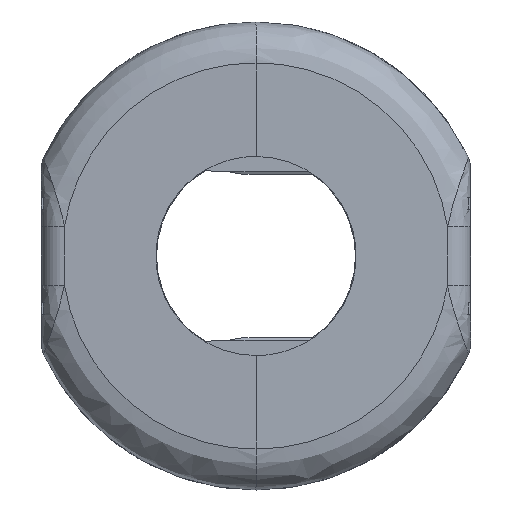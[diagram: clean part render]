
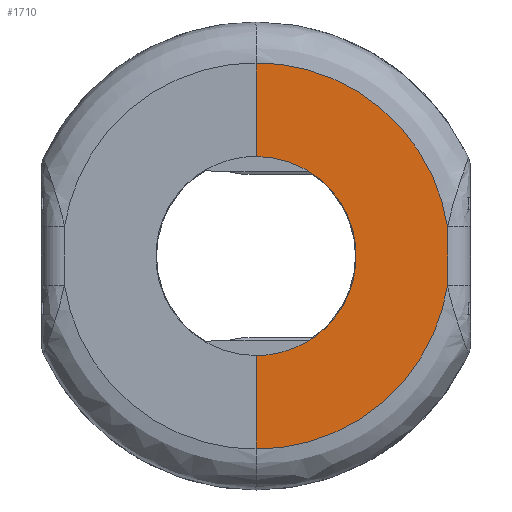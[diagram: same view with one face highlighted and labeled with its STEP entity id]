
A CAD part, left-side view. The second image highlights one B-rep face of the part: STEP entity #1710.
In plain terms, the highlighted planar face has unit normal (-1, -0.018, 0).
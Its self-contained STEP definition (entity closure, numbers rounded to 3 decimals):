
#1710 = ADVANCED_FACE( 'NONE', ( #4745 ), #4746, .T. );
#4745 = FACE_OUTER_BOUND( '', #9638, .T. );
#4746 = PLANE( '', #9639 );
#9638 = EDGE_LOOP( '', ( #19119, #19120, #19121, #19122, #19123, #19124, #19125, #19126 ) );
#9639 = AXIS2_PLACEMENT_3D( '', #19127, #19128, #19129 );
#19119 = ORIENTED_EDGE( '', *, *, #33731, .T. );
#19120 = ORIENTED_EDGE( '', *, *, #33732, .T. );
#19121 = ORIENTED_EDGE( '', *, *, #33733, .T. );
#19122 = ORIENTED_EDGE( '', *, *, #33566, .T. );
#19123 = ORIENTED_EDGE( '', *, *, #33734, .T. );
#19124 = ORIENTED_EDGE( '', *, *, #33735, .T. );
#19125 = ORIENTED_EDGE( '', *, *, #33736, .T. );
#19126 = ORIENTED_EDGE( '', *, *, #33562, .T. );
#19127 = CARTESIAN_POINT( '', ( -31., 0., 63.5 ) );
#19128 = DIRECTION( '', ( -1., -0.017, 0. ) );
#19129 = DIRECTION( '', ( -0.017, 1., 0. ) );
#33562 = EDGE_CURVE( 'NONE', #39472, #39470, #39473, .T. );
#33566 = EDGE_CURVE( 'NONE', #39466, #39478, #39480, .T. );
#33731 = EDGE_CURVE( 'NONE', #39470, #39765, #39766, .T. );
#33732 = EDGE_CURVE( 'NONE', #39765, #39767, #39768, .T. );
#33733 = EDGE_CURVE( 'NONE', #39767, #39466, #39769, .T. );
#33734 = EDGE_CURVE( 'NONE', #39478, #39770, #39771, .T. );
#33735 = EDGE_CURVE( 'NONE', #39770, #39772, #39773, .T. );
#33736 = EDGE_CURVE( 'NONE', #39772, #39472, #39774, .T. );
#39466 = VERTEX_POINT( 'NONE', #48460 );
#39470 = VERTEX_POINT( 'NONE', #48475 );
#39472 = VERTEX_POINT( 'NONE', #48487 );
#39473 = LINE( '', #48488, #48489 );
#39478 = VERTEX_POINT( 'NONE', #48504 );
#39480 = LINE( '', #48506, #48507 );
#39765 = VERTEX_POINT( 'NONE', #49177 );
#39766 = ( BOUNDED_CURVE(  )B_SPLINE_CURVE( 3, ( #49180, #49181, #49182, #49183 ), .UNSPECIFIED., .F., .F. )B_SPLINE_CURVE_WITH_KNOTS( ( 4, 4 ), ( 4.709, 6.13 ), .UNSPECIFIED. )CURVE(  )GEOMETRIC_REPRESENTATION_ITEM(  )RATIONAL_B_SPLINE_CURVE( ( 1., 0.839, 0.839, 1. ) )REPRESENTATION_ITEM( '' ) );
#39767 = VERTEX_POINT( 'NONE', #49189 );
#39768 = LINE( '', #49190, #49191 );
#39769 = ( BOUNDED_CURVE(  )B_SPLINE_CURVE( 3, ( #49194, #49195, #49196, #49197 ), .UNSPECIFIED., .F., .F. )B_SPLINE_CURVE_WITH_KNOTS( ( 4, 4 ), ( 0.153, 1.574 ), .UNSPECIFIED. )CURVE(  )GEOMETRIC_REPRESENTATION_ITEM(  )RATIONAL_B_SPLINE_CURVE( ( 1., 0.839, 0.839, 1. ) )REPRESENTATION_ITEM( '' ) );
#39770 = VERTEX_POINT( 'NONE', #49203 );
#39771 = CIRCLE( '', #49204, 12.754 );
#39772 = VERTEX_POINT( 'NONE', #49205 );
#39773 = ( BOUNDED_CURVE(  )B_SPLINE_CURVE( 3, ( #49208, #49209, #49210, #49211 ), .UNSPECIFIED., .F., .F. )B_SPLINE_CURVE_WITH_KNOTS( ( 4, 4 ), ( 4.712, 7.854 ), .UNSPECIFIED. )CURVE(  )GEOMETRIC_REPRESENTATION_ITEM(  )RATIONAL_B_SPLINE_CURVE( ( 1., 0.333, 0.333, 1. ) )REPRESENTATION_ITEM( '' ) );
#39774 = CIRCLE( '', #49217, 12.754 );
#48460 = CARTESIAN_POINT( '', ( -31., 0., 58.25 ) );
#48475 = CARTESIAN_POINT( '', ( -31., 0., 8.75 ) );
#48487 = CARTESIAN_POINT( '', ( -31., 0., 20.75 ) );
#48488 = CARTESIAN_POINT( '', ( -31., 0., 3.5 ) );
#48489 = VECTOR( '', #64449, 1000. );
#48504 = CARTESIAN_POINT( '', ( -31., 0., 46.25 ) );
#48506 = CARTESIAN_POINT( '', ( -31., 0., 3.5 ) );
#48507 = VECTOR( '', #64456, 1000. );
#49177 = CARTESIAN_POINT( '', ( -30.571, -24.552, 29.727 ) );
#49180 = CARTESIAN_POINT( '', ( -31., 0., 8.75 ) );
#49181 = CARTESIAN_POINT( '', ( -30.776, -12.836, 8.703 ) );
#49182 = CARTESIAN_POINT( '', ( -30.606, -22.596, 17.041 ) );
#49183 = CARTESIAN_POINT( '', ( -30.571, -24.552, 29.727 ) );
#49189 = CARTESIAN_POINT( '', ( -30.571, -24.552, 37.273 ) );
#49190 = CARTESIAN_POINT( '', ( -30.571, -24.552, 63.5 ) );
#49191 = VECTOR( '', #64620, 1000. );
#49194 = CARTESIAN_POINT( '', ( -30.571, -24.552, 37.273 ) );
#49195 = CARTESIAN_POINT( '', ( -30.606, -22.596, 49.959 ) );
#49196 = CARTESIAN_POINT( '', ( -30.776, -12.836, 58.297 ) );
#49197 = CARTESIAN_POINT( '', ( -31., 0., 58.25 ) );
#49203 = CARTESIAN_POINT( '', ( -30.998, -0.092, 46.25 ) );
#49204 = AXIS2_PLACEMENT_3D( '', #64621, #64622, #64623 );
#49205 = CARTESIAN_POINT( '', ( -30.998, -0.092, 20.75 ) );
#49208 = CARTESIAN_POINT( '', ( -30.998, -0.092, 46.25 ) );
#49209 = CARTESIAN_POINT( '', ( -30.553, -25.592, 46.25 ) );
#49210 = CARTESIAN_POINT( '', ( -30.553, -25.592, 20.75 ) );
#49211 = CARTESIAN_POINT( '', ( -30.998, -0.092, 20.75 ) );
#49217 = AXIS2_PLACEMENT_3D( '', #64624, #64625, #64626 );
#64449 = DIRECTION( '', ( 0., 0., -1. ) );
#64456 = DIRECTION( '', ( 0., 0., -1. ) );
#64620 = DIRECTION( '', ( 0., 0., 1. ) );
#64621 = CARTESIAN_POINT( '', ( -30.998, -0.092, 33.496 ) );
#64622 = DIRECTION( '', ( 1., 0.017, 0. ) );
#64623 = DIRECTION( '', ( 0., 0.007, 1. ) );
#64624 = CARTESIAN_POINT( '', ( -30.998, -0.092, 33.504 ) );
#64625 = DIRECTION( '', ( 1., 0.017, 0. ) );
#64626 = DIRECTION( '', ( 0., 0., -1. ) );
